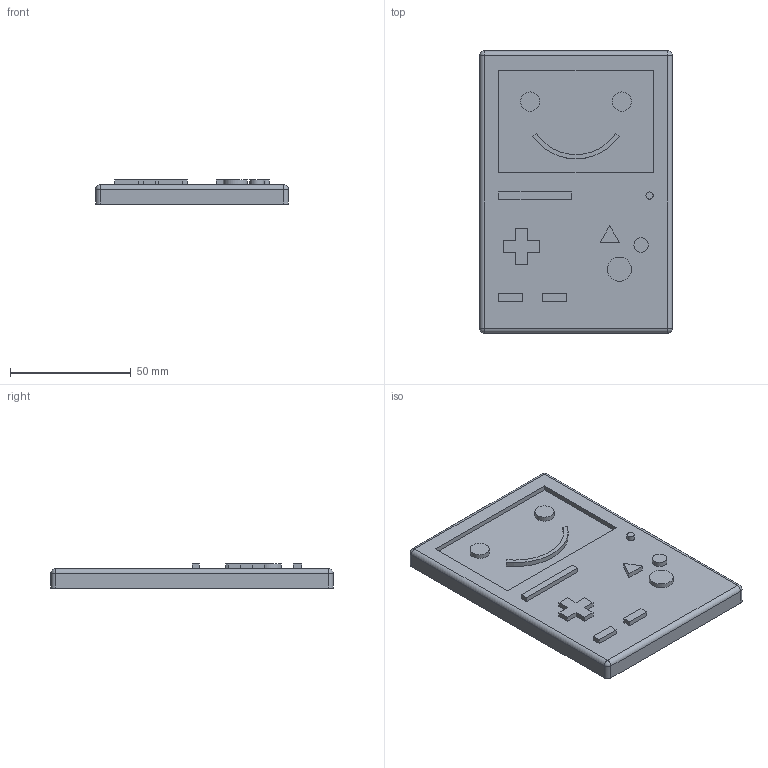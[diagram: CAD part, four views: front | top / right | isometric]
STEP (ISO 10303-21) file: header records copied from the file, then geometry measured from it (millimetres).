
FILE_DESCRIPTION(/* description */ (''),/* implementation_level */ '2;1');
FILE_NAME(/* name */ 'cara.stp',/* time_stamp */ '2016-11-14T17:50:23+01:00',/* author */ ('Administrator'),/* organization */ (''),/* preprocessor_version */ 'ST-DEVELOPER v15.6',/* originating_system */ 'Autodesk Inventor 2015',/* authorisation */ '');
FILE_SCHEMA (('AUTOMOTIVE_DESIGN { 1 0 10303 214 3 1 1 }'));
Length unit declared in the file: millimetre
Products named in the file (1): cara
Bounding box: 80 x 117 x 10 mm (x, y, z)
Volume: 69889.7 mm3; surface area: 22977.5 mm2
Topology: 1 solids, 1 shells, 82 faces, 176 edges, 112 vertices
Faces by surface type: plane 55, cylinder 19, torus 4, sphere 4
Full cylindrical faces by diameter (mm): 3 x1, 5.5 x4, 6 x1, 8 x2, 10 x1
Entity records: 2153 total; most frequent: DIRECTION 371, CARTESIAN_POINT 358, ORIENTED_EDGE 326, EDGE_CURVE 163, AXIS2_PLACEMENT_3D 125, LINE 121, VECTOR 121, VERTEX_POINT 112
